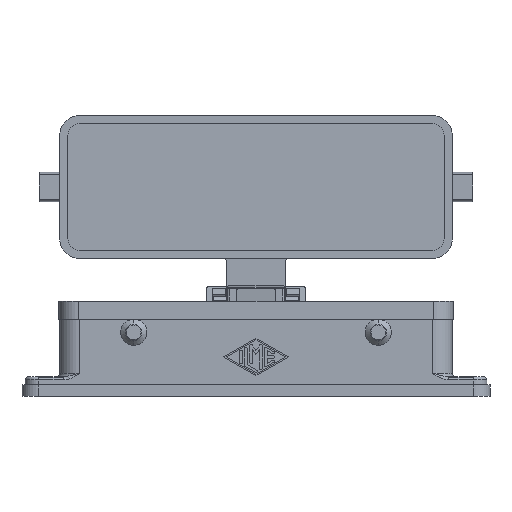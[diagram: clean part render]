
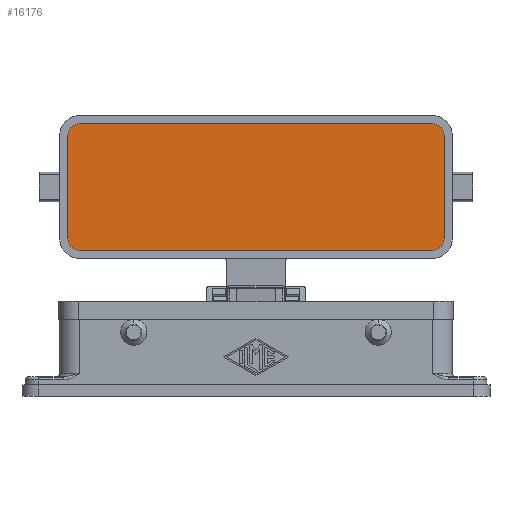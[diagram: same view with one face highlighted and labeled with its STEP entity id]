
A CAD part, front view. The second image highlights one B-rep face of the part: STEP entity #16176.
In plain terms, the highlighted planar face has unit normal (0, -1, 0).
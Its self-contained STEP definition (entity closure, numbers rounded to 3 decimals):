
#6298=CARTESIAN_POINT('',(53.75,44.25,44.5));
#6299=VERTEX_POINT('',#6298);
#6300=CARTESIAN_POINT('',(57.25,44.25,48.));
#6301=VERTEX_POINT('',#6300);
#6302=CARTESIAN_POINT('',(53.75,44.25,48.));
#6303=DIRECTION('',(0.0,-1.0,0.0));
#6304=DIRECTION('',(-1.0,0.0,0.0));
#6305=AXIS2_PLACEMENT_3D('',#6302,#6303,#6304);
#6306=CIRCLE('',#6305,3.5);
#6307=EDGE_CURVE('',#6299,#6301,#6306,.T.);
#6340=CARTESIAN_POINT('',(-53.75,44.25,44.5));
#6341=VERTEX_POINT('',#6340);
#6342=CARTESIAN_POINT('',(-53.75,44.25,44.5));
#6343=DIRECTION('',(1.0,0.0,0.0));
#6344=VECTOR('',#6343,107.5);
#6345=LINE('',#6342,#6344);
#6346=EDGE_CURVE('',#6341,#6299,#6345,.T.);
#6371=CARTESIAN_POINT('',(-57.25,44.25,48.));
#6372=VERTEX_POINT('',#6371);
#6373=CARTESIAN_POINT('',(-53.75,44.25,48.));
#6374=DIRECTION('',(0.0,-1.0,0.0));
#6375=DIRECTION('',(0.0,0.0,1.0));
#6376=AXIS2_PLACEMENT_3D('',#6373,#6374,#6375);
#6377=CIRCLE('',#6376,3.5);
#6378=EDGE_CURVE('',#6372,#6341,#6377,.T.);
#6404=CARTESIAN_POINT('',(-57.25,44.25,79.5));
#6405=VERTEX_POINT('',#6404);
#6406=CARTESIAN_POINT('',(-57.25,44.25,48.));
#6407=DIRECTION('',(0.0,0.0,1.0));
#6408=VECTOR('',#6407,31.5);
#6409=LINE('',#6406,#6408);
#6410=EDGE_CURVE('',#6372,#6405,#6409,.T.);
#6468=CARTESIAN_POINT('',(57.25,44.25,79.5));
#6469=VERTEX_POINT('',#6468);
#6470=CARTESIAN_POINT('',(57.25,44.25,79.5));
#6471=DIRECTION('',(0.0,0.0,-1.0));
#6472=VECTOR('',#6471,31.5);
#6473=LINE('',#6470,#6472);
#6474=EDGE_CURVE('',#6469,#6301,#6473,.T.);
#6499=CARTESIAN_POINT('',(53.75,44.25,83.0));
#6500=VERTEX_POINT('',#6499);
#6501=CARTESIAN_POINT('',(53.75,44.25,79.5));
#6502=DIRECTION('',(0.0,-1.0,0.0));
#6503=DIRECTION('',(0.0,0.0,-1.0));
#6504=AXIS2_PLACEMENT_3D('',#6501,#6502,#6503);
#6505=CIRCLE('',#6504,3.5);
#6506=EDGE_CURVE('',#6469,#6500,#6505,.T.);
#6532=CARTESIAN_POINT('',(-53.75,44.25,83.0));
#6533=VERTEX_POINT('',#6532);
#6534=CARTESIAN_POINT('',(53.75,44.25,83.0));
#6535=DIRECTION('',(-1.0,0.0,0.0));
#6536=VECTOR('',#6535,107.5);
#6537=LINE('',#6534,#6536);
#6538=EDGE_CURVE('',#6500,#6533,#6537,.T.);
#6563=CARTESIAN_POINT('',(-53.75,44.25,79.5));
#6564=DIRECTION('',(0.0,-1.0,0.0));
#6565=DIRECTION('',(1.0,0.0,0.0));
#6566=AXIS2_PLACEMENT_3D('',#6563,#6564,#6565);
#6567=CIRCLE('',#6566,3.5);
#6568=EDGE_CURVE('',#6533,#6405,#6567,.T.);
#16161=CARTESIAN_POINT('',(0.,44.25,63.75));
#16162=DIRECTION('',(0.0,1.0,0.0));
#16163=DIRECTION('',(0.0,0.0,1.0));
#16164=AXIS2_PLACEMENT_3D('',#16161,#16162,#16163);
#16165=PLANE('',#16164);
#16166=ORIENTED_EDGE('',*,*,#6307,.T.);
#16167=ORIENTED_EDGE('',*,*,#6474,.F.);
#16168=ORIENTED_EDGE('',*,*,#6506,.T.);
#16169=ORIENTED_EDGE('',*,*,#6538,.T.);
#16170=ORIENTED_EDGE('',*,*,#6568,.T.);
#16171=ORIENTED_EDGE('',*,*,#6410,.F.);
#16172=ORIENTED_EDGE('',*,*,#6378,.T.);
#16173=ORIENTED_EDGE('',*,*,#6346,.T.);
#16174=EDGE_LOOP('',(#16166,#16167,#16168,#16169,#16170,#16171,#16172,#16173));
#16175=FACE_OUTER_BOUND('',#16174,.T.);
#16176=ADVANCED_FACE('',(#16175),#16165,.F.);
